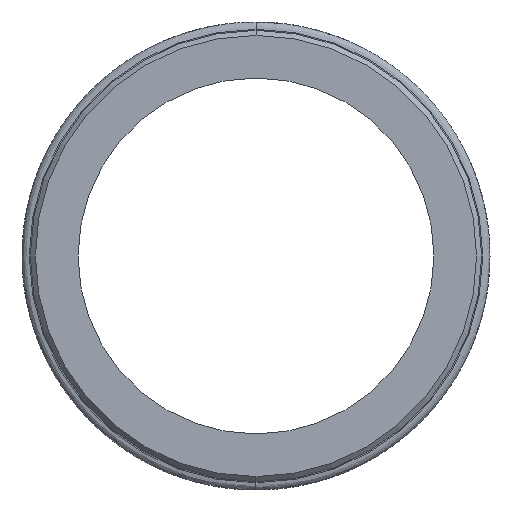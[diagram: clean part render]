
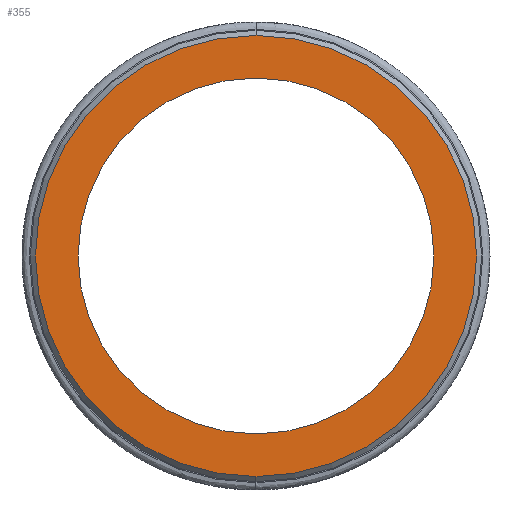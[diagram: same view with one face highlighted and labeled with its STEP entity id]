
A CAD part, left-side view. The second image highlights one B-rep face of the part: STEP entity #355.
In plain terms, the highlighted planar face has unit normal (-1, 0, 0).
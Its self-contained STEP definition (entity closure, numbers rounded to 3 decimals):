
#355=ADVANCED_FACE('',(#2518,#2519),#2517,.T.);
#2517=PLANE('',#6716);
#2518=FACE_OUTER_BOUND('',#6717,.T.);
#2519=FACE_BOUND('',#6718,.T.);
#6713=CARTESIAN_POINT('',(-64.,-85.344,-81.));
#6714=DIRECTION('',(-1.,0.,0.));
#6715=DIRECTION('',(0.,0.,1.));
#6716=AXIS2_PLACEMENT_3D('',#6713,#6714,#6715);
#6717=EDGE_LOOP('',(#7833,#7834));
#6718=EDGE_LOOP('',(#7835,#7836));
#7833=ORIENTED_EDGE('',*,*,#8377,.T.);
#7834=ORIENTED_EDGE('',*,*,#8378,.T.);
#7835=ORIENTED_EDGE('',*,*,#8379,.F.);
#7836=ORIENTED_EDGE('',*,*,#8380,.F.);
#8377=EDGE_CURVE('',#11213,#11214,#11215,.T.);
#8378=EDGE_CURVE('',#11214,#11213,#11221,.T.);
#8379=EDGE_CURVE('',#11227,#11228,#11229,.T.);
#8380=EDGE_CURVE('',#11228,#11227,#11235,.T.);
#11213=VERTEX_POINT('',#13801);
#11214=VERTEX_POINT('',#13802);
#11215=CIRCLE('',#13806,43.5);
#11221=CIRCLE('',#13810,43.5);
#11227=VERTEX_POINT('',#13811);
#11228=VERTEX_POINT('',#13812);
#11229=CIRCLE('',#13816,35.1);
#11235=CIRCLE('',#13820,35.1);
#13801=CARTESIAN_POINT('',(-64.,0.,59.5));
#13802=CARTESIAN_POINT('',(-64.,0.,-27.5));
#13803=CARTESIAN_POINT('',(-64.,0.,16.));
#13804=DIRECTION('',(-1.,0.,0.));
#13805=DIRECTION('',(0.,0.,1.));
#13806=AXIS2_PLACEMENT_3D('',#13803,#13804,#13805);
#13807=CARTESIAN_POINT('',(-64.,0.,16.));
#13808=DIRECTION('',(-1.,0.,0.));
#13809=DIRECTION('',(0.,0.,1.));
#13810=AXIS2_PLACEMENT_3D('',#13807,#13808,#13809);
#13811=CARTESIAN_POINT('',(-64.,0.,-19.1));
#13812=CARTESIAN_POINT('',(-64.,0.,51.1));
#13813=CARTESIAN_POINT('',(-64.,0.,16.));
#13814=DIRECTION('',(-1.,0.,0.));
#13815=DIRECTION('',(0.,0.,1.));
#13816=AXIS2_PLACEMENT_3D('',#13813,#13814,#13815);
#13817=CARTESIAN_POINT('',(-64.,0.,16.));
#13818=DIRECTION('',(-1.,0.,0.));
#13819=DIRECTION('',(0.,0.,1.));
#13820=AXIS2_PLACEMENT_3D('',#13817,#13818,#13819);
